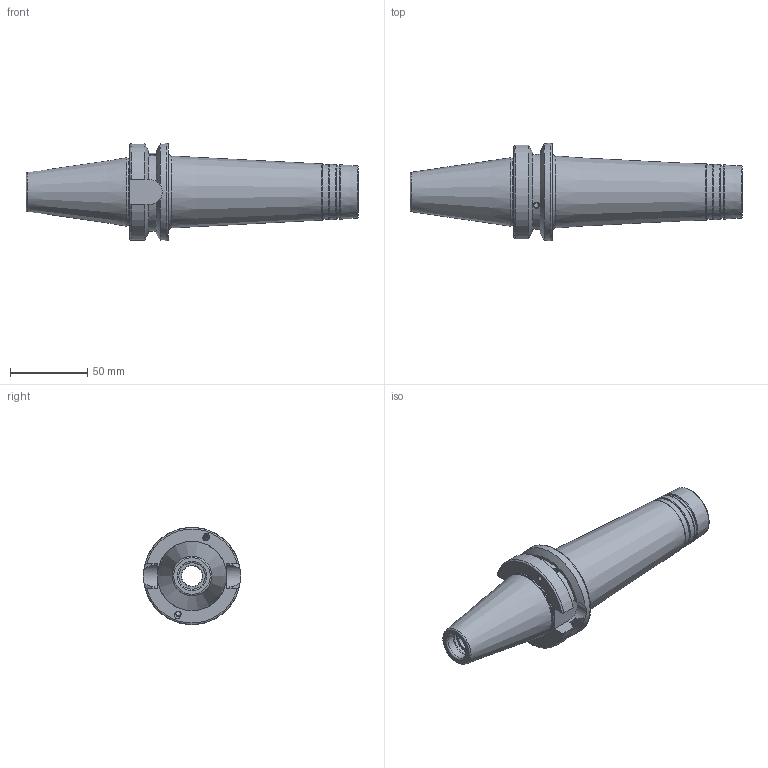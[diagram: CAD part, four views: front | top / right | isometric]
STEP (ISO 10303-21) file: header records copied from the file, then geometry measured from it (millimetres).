
FILE_DESCRIPTION(/* description */ (''),/* implementation_level */ '2;1');
FILE_NAME(/* name */ 'WH122HMC.stp',/* time_stamp */ '2021-02-26T08:22:19+09:00',/* author */ ('eos'),/* organization */ (''),/* preprocessor_version */ 'ST-DEVELOPER v18.1',/* originating_system */ 'Autodesk Inventor 2020',/* authorisation */ '');
FILE_SCHEMA (('AUTOMOTIVE_DESIGN { 1 0 10303 214 3 1 1 }'));
Length unit declared in the file: millimetre
Products named in the file (1): BT40
Bounding box: 215.4 x 63 x 63 mm (x, y, z)
Volume: 250362.7 mm3; surface area: 44468.9 mm2
Topology: 1 solids, 1 shells, 84 faces, 253 edges, 176 vertices
Faces by surface type: cylinder 27, plane 21, cone 20, torus 16
Full cylindrical faces by diameter (mm): 3.242 x8, 4 x4, 13.5 x1, 13.835 x1, 14.917 x1, 17 x1, 17.6 x1, 20 x1, 20.4 x1, 44 x1, 63 x1
Entity records: 3202 total; most frequent: CARTESIAN_POINT 751, DIRECTION 551, ORIENTED_EDGE 502, EDGE_CURVE 251, AXIS2_PLACEMENT_3D 242, VERTEX_POINT 176, CIRCLE 139, EDGE_LOOP 101
